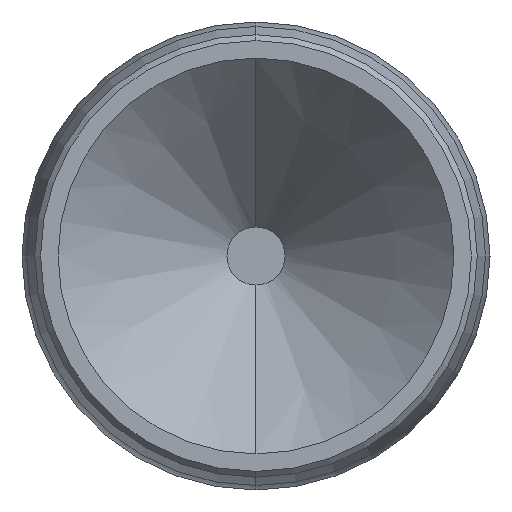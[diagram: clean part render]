
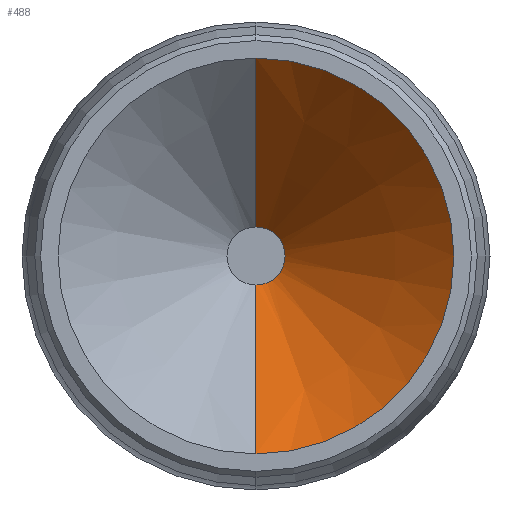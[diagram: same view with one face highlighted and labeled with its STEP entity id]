
A CAD part, left-side view. The second image highlights one B-rep face of the part: STEP entity #488.
In plain terms, the highlighted conical face has half-angle 45 degrees and reference radius 0.064 mm.
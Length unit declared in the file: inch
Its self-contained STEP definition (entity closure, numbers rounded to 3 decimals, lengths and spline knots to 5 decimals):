
#18 = CARTESIAN_POINT ( 'NONE',  ( -0.2855, 0., 0. ) ) ;
#44 = CARTESIAN_POINT ( 'NONE',  ( -0.2855, 0., -0.0025 ) ) ;
#69 = CIRCLE ( 'NONE', #1373, 0.0025 ) ;
#87 = VECTOR ( 'NONE', #1150, 39.37008 ) ;
#185 = ORIENTED_EDGE ( 'NONE', *, *, #396, .T. ) ;
#218 = CARTESIAN_POINT ( 'NONE',  ( -0.2855, 0., -0.0025 ) ) ;
#291 = ORIENTED_EDGE ( 'NONE', *, *, #1204, .F. ) ;
#360 = CARTESIAN_POINT ( 'NONE',  ( -0.2855, 0., 0.0025 ) ) ;
#396 = EDGE_CURVE ( 'NONE', #779, #412, #69, .T. ) ;
#401 = VECTOR ( 'NONE', #710, 39.37008 ) ;
#412 = VERTEX_POINT ( 'NONE', #218 ) ;
#470 = CARTESIAN_POINT ( 'NONE',  ( -0.3, 0., 0. ) ) ;
#488 = ADVANCED_FACE ( 'NONE', ( #1398 ), #527, .F. ) ;
#527 = CONICAL_SURFACE ( 'NONE', #1261, 0.0025, 0.785 ) ;
#530 = VERTEX_POINT ( 'NONE', #1328 ) ;
#592 = EDGE_CURVE ( 'NONE', #530, #875, #834, .T. ) ;
#642 = DIRECTION ( 'NONE',  ( 0., 0., 1. ) ) ;
#679 = DIRECTION ( 'NONE',  ( 1., 0., 0. ) ) ;
#700 = DIRECTION ( 'NONE',  ( 1., 0., 0. ) ) ;
#710 = DIRECTION ( 'NONE',  ( -0.707, 0., 0.707 ) ) ;
#759 = DIRECTION ( 'NONE',  ( -1., 0., 0. ) ) ;
#767 = CARTESIAN_POINT ( 'NONE',  ( -0.2855, 0., 0. ) ) ;
#779 = VERTEX_POINT ( 'NONE', #932 ) ;
#785 = ORIENTED_EDGE ( 'NONE', *, *, #592, .F. ) ;
#805 = LINE ( 'NONE', #360, #401 ) ;
#834 = CIRCLE ( 'NONE', #1054, 0.017 ) ;
#875 = VERTEX_POINT ( 'NONE', #928 ) ;
#881 = EDGE_LOOP ( 'NONE', ( #185, #1340, #785, #291 ) ) ;
#928 = CARTESIAN_POINT ( 'NONE',  ( -0.3, 0., -0.017 ) ) ;
#932 = CARTESIAN_POINT ( 'NONE',  ( -0.2855, 0., 0.0025 ) ) ;
#933 = LINE ( 'NONE', #44, #87 ) ;
#1054 = AXIS2_PLACEMENT_3D ( 'NONE', #470, #700, #1168 ) ;
#1150 = DIRECTION ( 'NONE',  ( -0.707, 0., -0.707 ) ) ;
#1168 = DIRECTION ( 'NONE',  ( 0., 0., -1. ) ) ;
#1204 = EDGE_CURVE ( 'NONE', #779, #530, #805, .T. ) ;
#1236 = DIRECTION ( 'NONE',  ( 0., 0., -1. ) ) ;
#1261 = AXIS2_PLACEMENT_3D ( 'NONE', #767, #759, #642 ) ;
#1328 = CARTESIAN_POINT ( 'NONE',  ( -0.3, 0., 0.017 ) ) ;
#1340 = ORIENTED_EDGE ( 'NONE', *, *, #1424, .T. ) ;
#1373 = AXIS2_PLACEMENT_3D ( 'NONE', #18, #679, #1236 ) ;
#1398 = FACE_OUTER_BOUND ( 'NONE', #881, .T. ) ;
#1424 = EDGE_CURVE ( 'NONE', #412, #875, #933, .T. ) ;
